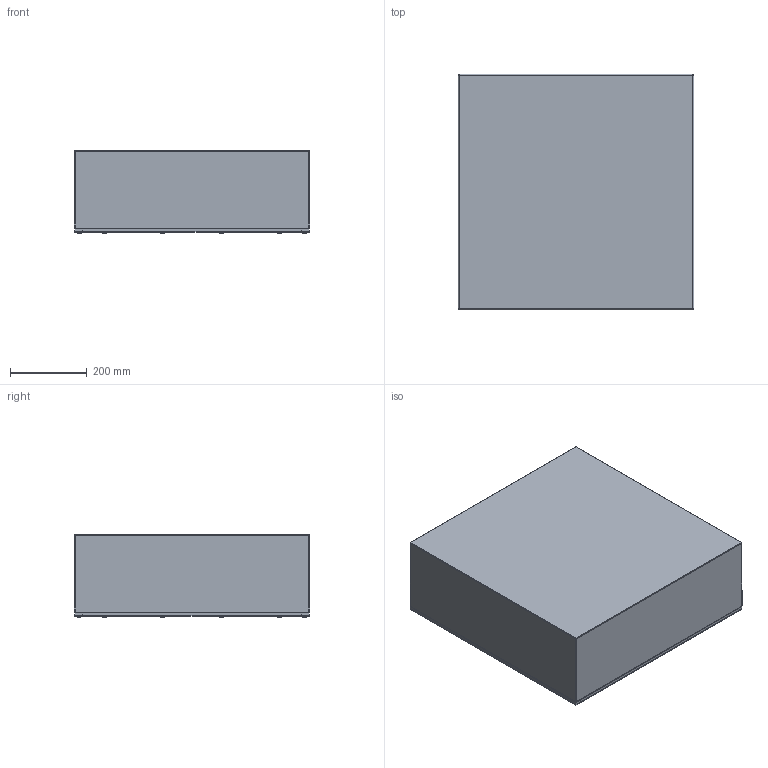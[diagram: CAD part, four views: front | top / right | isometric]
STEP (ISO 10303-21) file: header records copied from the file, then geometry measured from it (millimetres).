
FILE_DESCRIPTION (( 'STEP AP214' ), '1' );
FILE_NAME ('WA242408GSCG.STEP', '2016-02-15T17:26:55', ( '' ), ( '' ), 'SwSTEP 2.0', 'SolidWorks 2014', '' );
FILE_SCHEMA (( 'AUTOMOTIVE_DESIGN' ));
Length unit declared in the file: inch
Products named in the file (8): 24; WA2424GSCGLP; WA242408GSCGBKP; WA242408GSCG; 37210; 39035; 39077; 34984
Assembly tree (70 placements, depth 2):
  WA242408GSCG
    WA242408GSCGBKP
    WA2424GSCGLP
    24  x4
    34984  x16
    39077  x16
    39035  x16
    37210  x16
Bounding box: 612.77 x 612.77 x 217.37 mm (x, y, z)
Volume: 2898738.7 mm3; surface area: 2722345.9 mm2
Topology: 70 solids, 70 shells, 1652 faces, 4136 edges, 2624 vertices
Faces by surface type: plane 772, cylinder 432, cone 304, torus 96, sphere 32, bspline 16
Entity records: 12154 total; most frequent: CARTESIAN_POINT 2467, DIRECTION 1339, ORIENTED_EDGE 1172, EDGE_CURVE 586, AXIS2_PLACEMENT_3D 517, VERTEX_POINT 365, EDGE_LOOP 311, VECTOR 305
